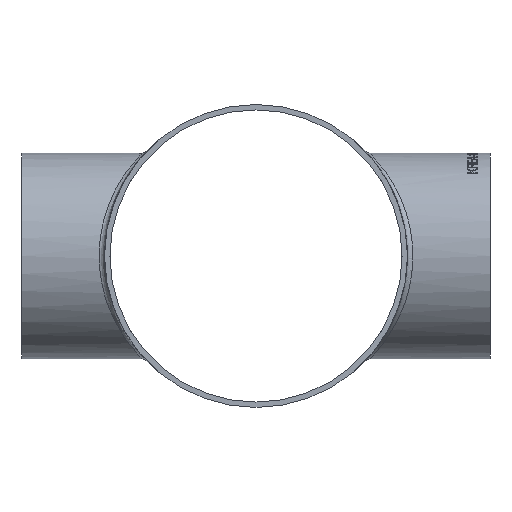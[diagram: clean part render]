
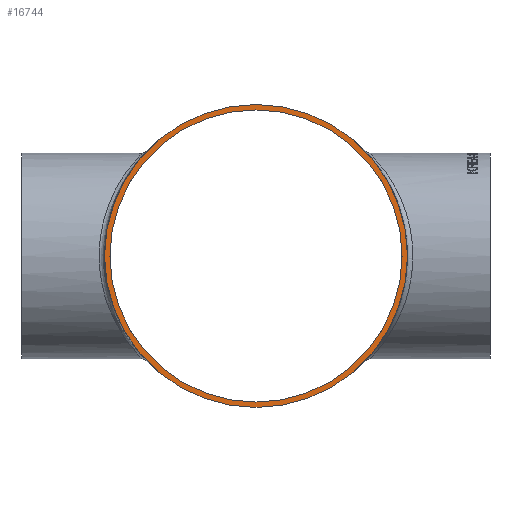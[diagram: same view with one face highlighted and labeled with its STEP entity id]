
A CAD part, left-side view. The second image highlights one B-rep face of the part: STEP entity #16744.
In plain terms, the highlighted planar face has unit normal (-1, 0, 0).
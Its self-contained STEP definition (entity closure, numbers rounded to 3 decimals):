
#1060 = CARTESIAN_POINT ( 'NONE',  ( -143., 0., 81.15 ) ) ;
#1830 = EDGE_LOOP ( 'NONE', ( #14051 ) ) ;
#3279 = DIRECTION ( 'NONE',  ( 0., 0., 1. ) ) ;
#6222 = EDGE_LOOP ( 'NONE', ( #7206 ) ) ;
#6957 = DIRECTION ( 'NONE',  ( -1., 0., 0. ) ) ;
#7206 = ORIENTED_EDGE ( 'NONE', *, *, #24744, .T. ) ;
#7515 = EDGE_CURVE ( 'NONE', #22644, #22644, #23394, .T. ) ;
#7915 = CIRCLE ( 'NONE', #16990, 84.15 ) ;
#8098 = CARTESIAN_POINT ( 'NONE',  ( -143., 0., 0. ) ) ;
#10214 = FACE_BOUND ( 'NONE', #1830, .T. ) ;
#14051 = ORIENTED_EDGE ( 'NONE', *, *, #7515, .F. ) ;
#14087 = CARTESIAN_POINT ( 'NONE',  ( -143., 0., 0. ) ) ;
#15218 = AXIS2_PLACEMENT_3D ( 'NONE', #17757, #6957, #15621 ) ;
#15621 = DIRECTION ( 'NONE',  ( 0., 0., 1. ) ) ;
#16739 = DIRECTION ( 'NONE',  ( -1., 0., 0. ) ) ;
#16744 = ADVANCED_FACE ( 'NONE', ( #10214, #27551 ), #16884, .T. ) ;
#16884 = PLANE ( 'NONE',  #24921 ) ;
#16990 = AXIS2_PLACEMENT_3D ( 'NONE', #14087, #22736, #3279 ) ;
#17757 = CARTESIAN_POINT ( 'NONE',  ( -143., 0., 0. ) ) ;
#20100 = VERTEX_POINT ( 'NONE', #26501 ) ;
#22644 = VERTEX_POINT ( 'NONE', #1060 ) ;
#22736 = DIRECTION ( 'NONE',  ( -1., 0., 0. ) ) ;
#23394 = CIRCLE ( 'NONE', #15218, 81.15 ) ;
#23562 = DIRECTION ( 'NONE',  ( 0., 0., 1. ) ) ;
#24744 = EDGE_CURVE ( 'NONE', #20100, #20100, #7915, .T. ) ;
#24921 = AXIS2_PLACEMENT_3D ( 'NONE', #8098, #16739, #23562 ) ;
#26501 = CARTESIAN_POINT ( 'NONE',  ( -143., 0., 84.15 ) ) ;
#27551 = FACE_OUTER_BOUND ( 'NONE', #6222, .T. ) ;
